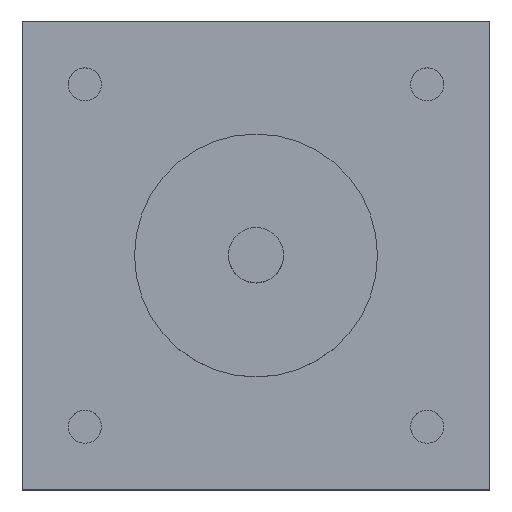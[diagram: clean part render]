
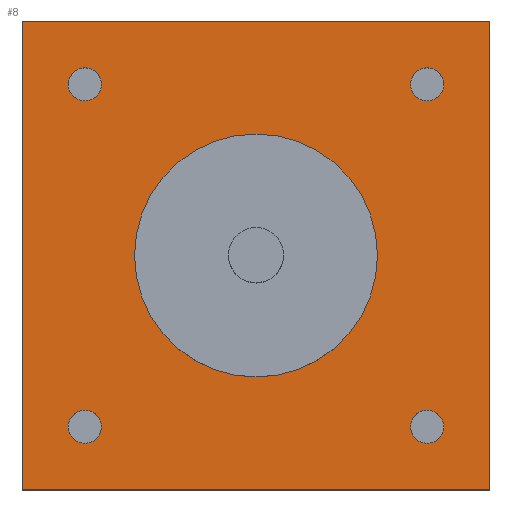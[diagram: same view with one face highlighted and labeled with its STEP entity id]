
A CAD part, top view. The second image highlights one B-rep face of the part: STEP entity #8.
In plain terms, the highlighted planar face has unit normal (0, 0, 1).
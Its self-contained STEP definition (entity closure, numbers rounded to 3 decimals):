
#1 = DIRECTION ( 'NONE',  ( 0., 0., -1. ) ) ;
#4 = CARTESIAN_POINT ( 'NONE',  ( 14., 15.5, 0. ) ) ;
#8 = ADVANCED_FACE ( 'NONE', ( #722, #179, #565, #713, #793, #414 ), #561, .T. ) ;
#11 = AXIS2_PLACEMENT_3D ( 'NONE', #348, #176, #269 ) ;
#12 = DIRECTION ( 'NONE',  ( 0., 0., -1. ) ) ;
#39 = CARTESIAN_POINT ( 'NONE',  ( -17., -15.5, 0. ) ) ;
#48 = VECTOR ( 'NONE', #1037, 1000. ) ;
#54 = CARTESIAN_POINT ( 'NONE',  ( -11., 0., 0. ) ) ;
#58 = CARTESIAN_POINT ( 'NONE',  ( 17., -15.5, 0. ) ) ;
#62 = CIRCLE ( 'NONE', #11, 11. ) ;
#81 = CIRCLE ( 'NONE', #362, 1.5 ) ;
#87 = CARTESIAN_POINT ( 'NONE',  ( 15.5, -15.5, 0. ) ) ;
#95 = VERTEX_POINT ( 'NONE', #857 ) ;
#103 = AXIS2_PLACEMENT_3D ( 'NONE', #759, #375, #996 ) ;
#108 = CIRCLE ( 'NONE', #498, 1.5 ) ;
#109 = DIRECTION ( 'NONE',  ( 0., 0., 1. ) ) ;
#123 = CARTESIAN_POINT ( 'NONE',  ( -15.5, 15.5, 0. ) ) ;
#137 = VERTEX_POINT ( 'NONE', #39 ) ;
#140 = VERTEX_POINT ( 'NONE', #687 ) ;
#142 = CIRCLE ( 'NONE', #248, 1.5 ) ;
#151 = EDGE_CURVE ( 'NONE', #287, #197, #108, .T. ) ;
#152 = EDGE_LOOP ( 'NONE', ( #387, #682 ) ) ;
#154 = CARTESIAN_POINT ( 'NONE',  ( -15.5, 15.5, 0. ) ) ;
#176 = DIRECTION ( 'NONE',  ( 0., 0., -1. ) ) ;
#179 = FACE_BOUND ( 'NONE', #910, .T. ) ;
#197 = VERTEX_POINT ( 'NONE', #228 ) ;
#205 = DIRECTION ( 'NONE',  ( 1., 0., 0. ) ) ;
#224 = DIRECTION ( 'NONE',  ( 0., 0., -1. ) ) ;
#228 = CARTESIAN_POINT ( 'NONE',  ( 17., 15.5, 0. ) ) ;
#233 = EDGE_CURVE ( 'NONE', #972, #95, #488, .T. ) ;
#248 = AXIS2_PLACEMENT_3D ( 'NONE', #658, #592, #912 ) ;
#249 = CARTESIAN_POINT ( 'NONE',  ( -21.15, -21.15, 0. ) ) ;
#258 = LINE ( 'NONE', #889, #316 ) ;
#269 = DIRECTION ( 'NONE',  ( 1., 0., 0. ) ) ;
#278 = CARTESIAN_POINT ( 'NONE',  ( 0., 0., 0. ) ) ;
#287 = VERTEX_POINT ( 'NONE', #4 ) ;
#293 = ORIENTED_EDGE ( 'NONE', *, *, #461, .T. ) ;
#302 = CIRCLE ( 'NONE', #103, 1.5 ) ;
#316 = VECTOR ( 'NONE', #896, 1000. ) ;
#317 = DIRECTION ( 'NONE',  ( -1., 0., 0. ) ) ;
#322 = AXIS2_PLACEMENT_3D ( 'NONE', #278, #109, #205 ) ;
#327 = CARTESIAN_POINT ( 'NONE',  ( -21.15, -21.15, 0. ) ) ;
#335 = EDGE_LOOP ( 'NONE', ( #455, #293, #372, #868 ) ) ;
#348 = CARTESIAN_POINT ( 'NONE',  ( 0., 0., 0. ) ) ;
#354 = EDGE_LOOP ( 'NONE', ( #377, #482 ) ) ;
#362 = AXIS2_PLACEMENT_3D ( 'NONE', #837, #738, #586 ) ;
#363 = ORIENTED_EDGE ( 'NONE', *, *, #917, .T. ) ;
#370 = EDGE_CURVE ( 'NONE', #197, #287, #142, .T. ) ;
#372 = ORIENTED_EDGE ( 'NONE', *, *, #632, .F. ) ;
#375 = DIRECTION ( 'NONE',  ( 0., 0., -1. ) ) ;
#377 = ORIENTED_EDGE ( 'NONE', *, *, #151, .T. ) ;
#379 = CARTESIAN_POINT ( 'NONE',  ( 11., 0., 0. ) ) ;
#387 = ORIENTED_EDGE ( 'NONE', *, *, #901, .T. ) ;
#395 = AXIS2_PLACEMENT_3D ( 'NONE', #87, #637, #317 ) ;
#397 = LINE ( 'NONE', #708, #585 ) ;
#414 = FACE_OUTER_BOUND ( 'NONE', #335, .T. ) ;
#429 = EDGE_LOOP ( 'NONE', ( #858, #363 ) ) ;
#455 = ORIENTED_EDGE ( 'NONE', *, *, #537, .F. ) ;
#461 = EDGE_CURVE ( 'NONE', #517, #497, #397, .T. ) ;
#470 = ORIENTED_EDGE ( 'NONE', *, *, #956, .T. ) ;
#475 = EDGE_CURVE ( 'NONE', #137, #140, #81, .T. ) ;
#477 = DIRECTION ( 'NONE',  ( 0., 0., -1. ) ) ;
#478 = AXIS2_PLACEMENT_3D ( 'NONE', #123, #224, #768 ) ;
#482 = ORIENTED_EDGE ( 'NONE', *, *, #370, .T. ) ;
#488 = LINE ( 'NONE', #327, #48 ) ;
#497 = VERTEX_POINT ( 'NONE', #507 ) ;
#498 = AXIS2_PLACEMENT_3D ( 'NONE', #535, #630, #697 ) ;
#500 = CARTESIAN_POINT ( 'NONE',  ( -17., 15.5, 0. ) ) ;
#507 = CARTESIAN_POINT ( 'NONE',  ( 21.15, 21.15, 0. ) ) ;
#514 = AXIS2_PLACEMENT_3D ( 'NONE', #626, #1, #551 ) ;
#517 = VERTEX_POINT ( 'NONE', #731 ) ;
#525 = AXIS2_PLACEMENT_3D ( 'NONE', #154, #12, #549 ) ;
#535 = CARTESIAN_POINT ( 'NONE',  ( 15.5, 15.5, 0. ) ) ;
#537 = EDGE_CURVE ( 'NONE', #517, #972, #769, .T. ) ;
#549 = DIRECTION ( 'NONE',  ( -1., 0., 0. ) ) ;
#551 = DIRECTION ( 'NONE',  ( 1., 0., 0. ) ) ;
#561 = PLANE ( 'NONE',  #322 ) ;
#565 = FACE_BOUND ( 'NONE', #152, .T. ) ;
#585 = VECTOR ( 'NONE', #671, 1000. ) ;
#586 = DIRECTION ( 'NONE',  ( -1., 0., 0. ) ) ;
#592 = DIRECTION ( 'NONE',  ( 0., 0., -1. ) ) ;
#615 = CARTESIAN_POINT ( 'NONE',  ( 14., -15.5, 0. ) ) ;
#626 = CARTESIAN_POINT ( 'NONE',  ( 0., 0., 0. ) ) ;
#630 = DIRECTION ( 'NONE',  ( 0., 0., -1. ) ) ;
#632 = EDGE_CURVE ( 'NONE', #95, #497, #258, .T. ) ;
#637 = DIRECTION ( 'NONE',  ( 0., 0., -1. ) ) ;
#642 = CIRCLE ( 'NONE', #808, 1.5 ) ;
#647 = EDGE_CURVE ( 'NONE', #962, #1009, #1019, .T. ) ;
#656 = EDGE_CURVE ( 'NONE', #777, #864, #62, .T. ) ;
#658 = CARTESIAN_POINT ( 'NONE',  ( 15.5, 15.5, 0. ) ) ;
#671 = DIRECTION ( 'NONE',  ( 0., 1., 0. ) ) ;
#673 = ORIENTED_EDGE ( 'NONE', *, *, #647, .T. ) ;
#682 = ORIENTED_EDGE ( 'NONE', *, *, #782, .T. ) ;
#687 = CARTESIAN_POINT ( 'NONE',  ( -14., -15.5, 0. ) ) ;
#697 = DIRECTION ( 'NONE',  ( -1., 0., 0. ) ) ;
#700 = ORIENTED_EDGE ( 'NONE', *, *, #656, .T. ) ;
#708 = CARTESIAN_POINT ( 'NONE',  ( 21.15, 0., 0. ) ) ;
#710 = DIRECTION ( 'NONE',  ( -1., 0., 0. ) ) ;
#713 = FACE_BOUND ( 'NONE', #354, .T. ) ;
#719 = CIRCLE ( 'NONE', #514, 11. ) ;
#722 = FACE_BOUND ( 'NONE', #429, .T. ) ;
#731 = CARTESIAN_POINT ( 'NONE',  ( 21.15, -21.15, 0. ) ) ;
#732 = ORIENTED_EDGE ( 'NONE', *, *, #733, .T. ) ;
#733 = EDGE_CURVE ( 'NONE', #1009, #962, #923, .T. ) ;
#738 = DIRECTION ( 'NONE',  ( 0., 0., -1. ) ) ;
#750 = VERTEX_POINT ( 'NONE', #615 ) ;
#759 = CARTESIAN_POINT ( 'NONE',  ( 15.5, -15.5, 0. ) ) ;
#761 = EDGE_LOOP ( 'NONE', ( #470, #700 ) ) ;
#768 = DIRECTION ( 'NONE',  ( -1., 0., 0. ) ) ;
#769 = LINE ( 'NONE', #932, #804 ) ;
#777 = VERTEX_POINT ( 'NONE', #54 ) ;
#782 = EDGE_CURVE ( 'NONE', #985, #750, #302, .T. ) ;
#793 = FACE_BOUND ( 'NONE', #761, .T. ) ;
#804 = VECTOR ( 'NONE', #862, 1000. ) ;
#808 = AXIS2_PLACEMENT_3D ( 'NONE', #1030, #477, #710 ) ;
#837 = CARTESIAN_POINT ( 'NONE',  ( -15.5, -15.5, 0. ) ) ;
#857 = CARTESIAN_POINT ( 'NONE',  ( -21.15, 21.15, 0. ) ) ;
#858 = ORIENTED_EDGE ( 'NONE', *, *, #475, .T. ) ;
#862 = DIRECTION ( 'NONE',  ( -1., 0., 0. ) ) ;
#864 = VERTEX_POINT ( 'NONE', #379 ) ;
#868 = ORIENTED_EDGE ( 'NONE', *, *, #233, .F. ) ;
#877 = CARTESIAN_POINT ( 'NONE',  ( -14., 15.5, 0. ) ) ;
#889 = CARTESIAN_POINT ( 'NONE',  ( -21.15, 21.15, 0. ) ) ;
#896 = DIRECTION ( 'NONE',  ( 1., 0., 0. ) ) ;
#901 = EDGE_CURVE ( 'NONE', #750, #985, #973, .T. ) ;
#910 = EDGE_LOOP ( 'NONE', ( #732, #673 ) ) ;
#912 = DIRECTION ( 'NONE',  ( -1., 0., 0. ) ) ;
#917 = EDGE_CURVE ( 'NONE', #140, #137, #642, .T. ) ;
#923 = CIRCLE ( 'NONE', #478, 1.5 ) ;
#932 = CARTESIAN_POINT ( 'NONE',  ( 21.15, -21.15, 0. ) ) ;
#956 = EDGE_CURVE ( 'NONE', #864, #777, #719, .T. ) ;
#962 = VERTEX_POINT ( 'NONE', #877 ) ;
#972 = VERTEX_POINT ( 'NONE', #249 ) ;
#973 = CIRCLE ( 'NONE', #395, 1.5 ) ;
#985 = VERTEX_POINT ( 'NONE', #58 ) ;
#996 = DIRECTION ( 'NONE',  ( -1., 0., 0. ) ) ;
#1009 = VERTEX_POINT ( 'NONE', #500 ) ;
#1019 = CIRCLE ( 'NONE', #525, 1.5 ) ;
#1030 = CARTESIAN_POINT ( 'NONE',  ( -15.5, -15.5, 0. ) ) ;
#1037 = DIRECTION ( 'NONE',  ( 0., 1., 0. ) ) ;
